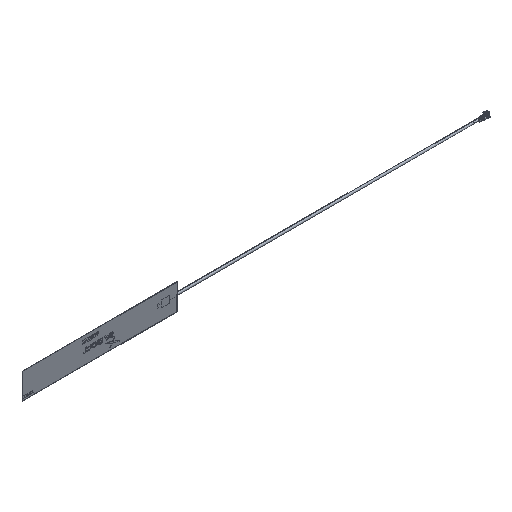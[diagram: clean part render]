
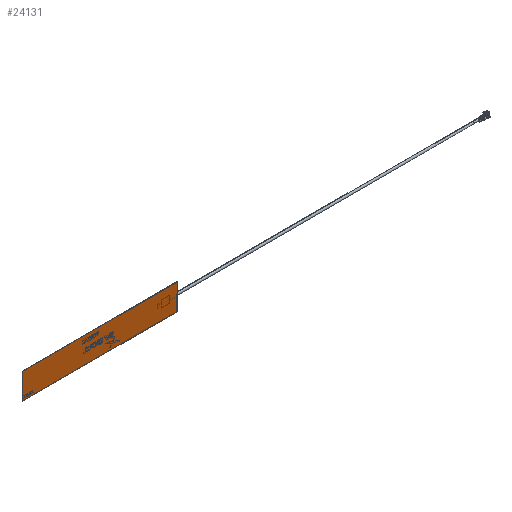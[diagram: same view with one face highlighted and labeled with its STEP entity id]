
A CAD part, isometric view. The second image highlights one B-rep face of the part: STEP entity #24131.
In plain terms, the highlighted planar face has unit normal (0, -1, 0).
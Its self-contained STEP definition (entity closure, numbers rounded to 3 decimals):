
#190 = DIRECTION ( 'NONE',  ( 0., 0., -1. ) ) ;
#253 = CARTESIAN_POINT ( 'NONE',  ( 0., 0., -15. ) ) ;
#1357 = EDGE_CURVE ( 'NONE', #6473, #20810, #27599, .T. ) ;
#3976 = VECTOR ( 'NONE', #28023, 1000. ) ;
#6473 = VERTEX_POINT ( 'NONE', #18331 ) ;
#6746 = CARTESIAN_POINT ( 'NONE',  ( 90., 0., 0. ) ) ;
#8504 = CARTESIAN_POINT ( 'NONE',  ( 0., 0., -15. ) ) ;
#9487 = VERTEX_POINT ( 'NONE', #30437 ) ;
#9700 = CARTESIAN_POINT ( 'NONE',  ( 90., 0., 0. ) ) ;
#10351 = EDGE_CURVE ( 'NONE', #20941, #6473, #22336, .T. ) ;
#11700 = LINE ( 'NONE', #9700, #22521 ) ;
#12413 = EDGE_CURVE ( 'NONE', #9487, #20941, #11700, .T. ) ;
#14325 = CARTESIAN_POINT ( 'NONE',  ( 0., 0., -15. ) ) ;
#14500 = ORIENTED_EDGE ( 'NONE', *, *, #1357, .F. ) ;
#14957 = CARTESIAN_POINT ( 'NONE',  ( 0., 0., 0. ) ) ;
#15168 = DIRECTION ( 'NONE',  ( 0., 0., -1. ) ) ;
#15240 = ORIENTED_EDGE ( 'NONE', *, *, #23523, .F. ) ;
#16405 = ORIENTED_EDGE ( 'NONE', *, *, #12413, .F. ) ;
#17198 = CARTESIAN_POINT ( 'NONE',  ( 90., 0., -15. ) ) ;
#18331 = CARTESIAN_POINT ( 'NONE',  ( 90., 0., -15. ) ) ;
#18388 = DIRECTION ( 'NONE',  ( -1., 0., 0. ) ) ;
#18538 = EDGE_LOOP ( 'NONE', ( #14500, #29681, #16405, #15240 ) ) ;
#18833 = DIRECTION ( 'NONE',  ( 1., 0., 0. ) ) ;
#19047 = VECTOR ( 'NONE', #15168, 1000. ) ;
#19620 = PLANE ( 'NONE',  #21796 ) ;
#20810 = VERTEX_POINT ( 'NONE', #253 ) ;
#20941 = VERTEX_POINT ( 'NONE', #6746 ) ;
#21016 = VECTOR ( 'NONE', #18388, 1000. ) ;
#21796 = AXIS2_PLACEMENT_3D ( 'NONE', #14957, #26797, #190 ) ;
#22336 = LINE ( 'NONE', #17198, #19047 ) ;
#22521 = VECTOR ( 'NONE', #18833, 1000. ) ;
#23523 = EDGE_CURVE ( 'NONE', #20810, #9487, #28348, .T. ) ;
#24131 = ADVANCED_FACE ( 'NONE', ( #24326 ), #19620, .T. ) ;
#24326 = FACE_OUTER_BOUND ( 'NONE', #18538, .T. ) ;
#26797 = DIRECTION ( 'NONE',  ( 0., -1., 0. ) ) ;
#27599 = LINE ( 'NONE', #8504, #21016 ) ;
#28023 = DIRECTION ( 'NONE',  ( 0., 0., 1. ) ) ;
#28348 = LINE ( 'NONE', #14325, #3976 ) ;
#29681 = ORIENTED_EDGE ( 'NONE', *, *, #10351, .F. ) ;
#30437 = CARTESIAN_POINT ( 'NONE',  ( 0., 0., 0. ) ) ;
